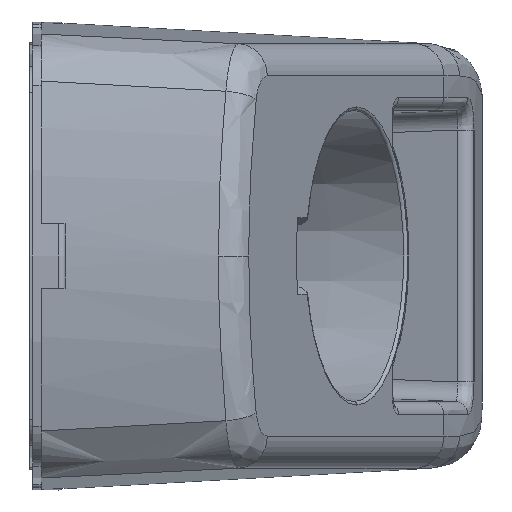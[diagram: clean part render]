
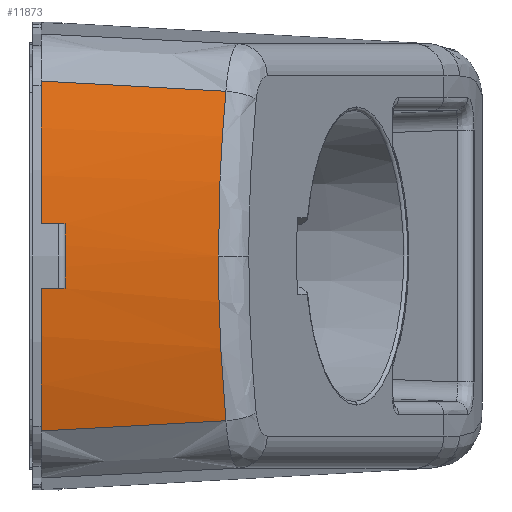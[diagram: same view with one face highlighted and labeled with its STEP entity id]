
A CAD part, front view. The second image highlights one B-rep face of the part: STEP entity #11873.
In plain terms, the highlighted cylindrical face has radius 100 mm (diameter 200 mm), a partial arc.
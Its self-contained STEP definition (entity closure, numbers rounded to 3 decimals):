
#76 = EDGE_CURVE ( 'NONE', #10232, #5012, #13157, .T. ) ;
#313 = DIRECTION ( 'NONE',  ( 0.342, 0.94, 0. ) ) ;
#773 = DIRECTION ( 'NONE',  ( -0.94, 0.342, 0. ) ) ;
#822 = CARTESIAN_POINT ( 'NONE',  ( 30.414, -59.577, 27.134 ) ) ;
#944 = CARTESIAN_POINT ( 'NONE',  ( 3.347, -50.184, 25.559 ) ) ;
#1269 = CARTESIAN_POINT ( 'NONE',  ( 3.347, -50.184, -25.559 ) ) ;
#1352 = VERTEX_POINT ( 'NONE', #7877 ) ;
#1498 = DIRECTION ( 'NONE',  ( -0.94, 0.342, 0. ) ) ;
#1533 = CARTESIAN_POINT ( 'NONE',  ( 3.29, -53.697, 0. ) ) ;
#1697 = EDGE_LOOP ( 'NONE', ( #7636, #14696, #7392, #15645, #5080, #17917, #18178, #11176, #6080 ) ) ;
#2419 = CARTESIAN_POINT ( 'NONE',  ( 3.347, -50.184, 25.559 ) ) ;
#2512 = CARTESIAN_POINT ( 'NONE',  ( 21.411, -56.458, -26.61 ) ) ;
#2891 = CARTESIAN_POINT ( 'NONE',  ( 3.29, -53.697, 0. ) ) ;
#3216 = CIRCLE ( 'NONE', #15308, 100. ) ;
#3262 = EDGE_CURVE ( 'NONE', #1352, #5608, #19204, .T. ) ;
#3427 = CIRCLE ( 'NONE', #14399, 100. ) ;
#3929 = AXIS2_PLACEMENT_3D ( 'NONE', #18815, #15942, #6842 ) ;
#4836 = VECTOR ( 'NONE', #19233, 1000. ) ;
#5012 = VERTEX_POINT ( 'NONE', #18663 ) ;
#5080 = ORIENTED_EDGE ( 'NONE', *, *, #16046, .T. ) ;
#5564 = CARTESIAN_POINT ( 'NONE',  ( 3.347, -50.184, -25.559 ) ) ;
#5608 = VERTEX_POINT ( 'NONE', #6266 ) ;
#6080 = ORIENTED_EDGE ( 'NONE', *, *, #76, .T. ) ;
#6266 = CARTESIAN_POINT ( 'NONE',  ( 25.696, -61.72, -5. ) ) ;
#6317 = DIRECTION ( 'NONE',  ( -0.94, 0.342, 0. ) ) ;
#6683 = EDGE_CURVE ( 'NONE', #13802, #10232, #16333, .T. ) ;
#6842 = DIRECTION ( 'NONE',  ( 0.342, 0.94, 0. ) ) ;
#7108 = VECTOR ( 'NONE', #1498, 1000. ) ;
#7392 = ORIENTED_EDGE ( 'NONE', *, *, #17383, .T. ) ;
#7636 = ORIENTED_EDGE ( 'NONE', *, *, #14431, .T. ) ;
#7877 = CARTESIAN_POINT ( 'NONE',  ( 29.173, -62.985, -5. ) ) ;
#8941 = CARTESIAN_POINT ( 'NONE',  ( 3.347, -50.184, 25.559 ) ) ;
#8952 =( BOUNDED_CURVE ( )  B_SPLINE_CURVE ( 3, ( #822, #17540, #11511, #2419 ),
 .UNSPECIFIED., .F., .F. ) 
 B_SPLINE_CURVE_WITH_KNOTS ( ( 4, 4 ),
 ( 1.278, 1.294 ),
 .UNSPECIFIED. ) 
 CURVE ( )  GEOMETRIC_REPRESENTATION_ITEM ( )  RATIONAL_B_SPLINE_CURVE ( ( 1., 1., 1., 1. ) ) 
 REPRESENTATION_ITEM ( '' )  );
#9407 = DIRECTION ( 'NONE',  ( -0.94, 0.342, 0. ) ) ;
#9655 = VERTEX_POINT ( 'NONE', #11161 ) ;
#9867 = CARTESIAN_POINT ( 'NONE',  ( 63.332, 30.867, 0. ) ) ;
#10158 = CIRCLE ( 'NONE', #13419, 100. ) ;
#10232 = VERTEX_POINT ( 'NONE', #11322 ) ;
#10374 = CARTESIAN_POINT ( 'NONE',  ( 3.309, -52.52, -17.206 ) ) ;
#11161 = CARTESIAN_POINT ( 'NONE',  ( 29.173, -62.985, 5. ) ) ;
#11176 = ORIENTED_EDGE ( 'NONE', *, *, #6683, .T. ) ;
#11322 = CARTESIAN_POINT ( 'NONE',  ( 3.347, -50.184, -25.559 ) ) ;
#11405 = DIRECTION ( 'NONE',  ( 0.342, 0.94, 0. ) ) ;
#11418 = VERTEX_POINT ( 'NONE', #944 ) ;
#11511 = CARTESIAN_POINT ( 'NONE',  ( 12.389, -53.327, 26.085 ) ) ;
#11873 = ADVANCED_FACE ( 'NONE', ( #18214 ), #17738, .T. ) ;
#11989 = CARTESIAN_POINT ( 'NONE',  ( 3.29, -53.697, 8.639 ) ) ;
#12263 = EDGE_CURVE ( 'NONE', #17871, #11418, #8952, .T. ) ;
#12438 = LINE ( 'NONE', #17706, #4836 ) ;
#13157 =( BOUNDED_CURVE ( )  B_SPLINE_CURVE ( 3, ( #5564, #14590, #2512, #16198 ),
 .UNSPECIFIED., .F., .F. ) 
 B_SPLINE_CURVE_WITH_KNOTS ( ( 4, 4 ),
 ( 4.989, 5.005 ),
 .UNSPECIFIED. ) 
 CURVE ( )  GEOMETRIC_REPRESENTATION_ITEM ( )  RATIONAL_B_SPLINE_CURVE ( ( 1., 1., 1., 1. ) ) 
 REPRESENTATION_ITEM ( '' )  );
#13419 = AXIS2_PLACEMENT_3D ( 'NONE', #9867, #773, #11405 ) ;
#13802 = VERTEX_POINT ( 'NONE', #1533 ) ;
#14125 = CARTESIAN_POINT ( 'NONE',  ( 25.696, -61.72, 5. ) ) ;
#14399 = AXIS2_PLACEMENT_3D ( 'NONE', #18483, #9407, #313 ) ;
#14431 = EDGE_CURVE ( 'NONE', #5012, #1352, #3427, .T. ) ;
#14590 = CARTESIAN_POINT ( 'NONE',  ( 12.389, -53.327, -26.085 ) ) ;
#14696 = ORIENTED_EDGE ( 'NONE', *, *, #3262, .T. ) ;
#15308 = AXIS2_PLACEMENT_3D ( 'NONE', #15422, #6317, #16926 ) ;
#15422 = CARTESIAN_POINT ( 'NONE',  ( 59.856, 32.132, 0. ) ) ;
#15645 = ORIENTED_EDGE ( 'NONE', *, *, #18820, .T. ) ;
#15922 = VERTEX_POINT ( 'NONE', #14125 ) ;
#15942 = DIRECTION ( 'NONE',  ( 0.94, -0.342, 0. ) ) ;
#16046 = EDGE_CURVE ( 'NONE', #9655, #17871, #10158, .T. ) ;
#16198 = CARTESIAN_POINT ( 'NONE',  ( 30.414, -59.577, -27.134 ) ) ;
#16333 =( BOUNDED_CURVE ( )  B_SPLINE_CURVE ( 3, ( #16428, #17925, #10374, #1269 ),
 .UNSPECIFIED., .F., .F. ) 
 B_SPLINE_CURVE_WITH_KNOTS ( ( 4, 4 ),
 ( 0., 0.258 ),
 .UNSPECIFIED. ) 
 CURVE ( )  GEOMETRIC_REPRESENTATION_ITEM ( )  RATIONAL_B_SPLINE_CURVE ( ( 1., 0.994, 0.994, 1. ) ) 
 REPRESENTATION_ITEM ( '' )  );
#16428 = CARTESIAN_POINT ( 'NONE',  ( 3.29, -53.697, 0. ) ) ;
#16926 = DIRECTION ( 'NONE',  ( -0.342, -0.94, 0. ) ) ;
#17383 = EDGE_CURVE ( 'NONE', #5608, #15922, #3216, .T. ) ;
#17540 = CARTESIAN_POINT ( 'NONE',  ( 21.411, -56.458, 26.61 ) ) ;
#17706 = CARTESIAN_POINT ( 'NONE',  ( -5.377, -50.41, 5. ) ) ;
#17738 = CYLINDRICAL_SURFACE ( 'NONE', #3929, 100. ) ;
#17871 = VERTEX_POINT ( 'NONE', #18547 ) ;
#17917 = ORIENTED_EDGE ( 'NONE', *, *, #12263, .T. ) ;
#17925 = CARTESIAN_POINT ( 'NONE',  ( 3.29, -53.697, -8.639 ) ) ;
#18023 = CARTESIAN_POINT ( 'NONE',  ( 3.309, -52.52, 17.206 ) ) ;
#18146 = CARTESIAN_POINT ( 'NONE',  ( -5.377, -50.41, -5. ) ) ;
#18178 = ORIENTED_EDGE ( 'NONE', *, *, #19217, .T. ) ;
#18214 = FACE_OUTER_BOUND ( 'NONE', #1697, .T. ) ;
#18279 =( BOUNDED_CURVE ( )  B_SPLINE_CURVE ( 3, ( #8941, #18023, #11989, #2891 ),
 .UNSPECIFIED., .F., .F. ) 
 B_SPLINE_CURVE_WITH_KNOTS ( ( 4, 4 ),
 ( 6.025, 6.283 ),
 .UNSPECIFIED. ) 
 CURVE ( )  GEOMETRIC_REPRESENTATION_ITEM ( )  RATIONAL_B_SPLINE_CURVE ( ( 1., 0.994, 0.994, 1. ) ) 
 REPRESENTATION_ITEM ( '' )  );
#18483 = CARTESIAN_POINT ( 'NONE',  ( 63.332, 30.867, 0. ) ) ;
#18547 = CARTESIAN_POINT ( 'NONE',  ( 30.414, -59.577, 27.134 ) ) ;
#18663 = CARTESIAN_POINT ( 'NONE',  ( 30.414, -59.577, -27.134 ) ) ;
#18815 = CARTESIAN_POINT ( 'NONE',  ( 28.782, 43.442, 0. ) ) ;
#18820 = EDGE_CURVE ( 'NONE', #15922, #9655, #12438, .T. ) ;
#19204 = LINE ( 'NONE', #18146, #7108 ) ;
#19217 = EDGE_CURVE ( 'NONE', #11418, #13802, #18279, .T. ) ;
#19233 = DIRECTION ( 'NONE',  ( 0.94, -0.342, 0. ) ) ;
